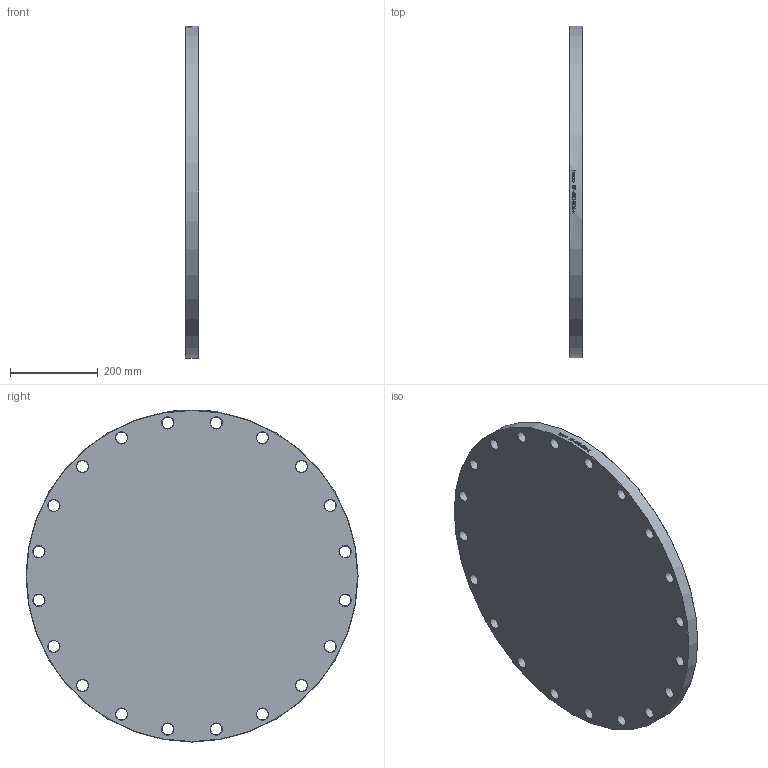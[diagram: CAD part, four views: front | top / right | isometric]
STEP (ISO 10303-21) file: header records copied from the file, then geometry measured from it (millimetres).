
FILE_DESCRIPTION (( 'STEP AP214' ), '1' );
FILE_NAME ('BF-600-006-x Blindflansch PN6 DIN2527 EN1092 2103.STEP', '2021-03-04T09:08:53', ( '' ), ( '' ), 'SwSTEP 2.0', 'SolidWorks 2019', '' );
FILE_SCHEMA (( 'AUTOMOTIVE_DESIGN' ));
Length unit declared in the file: millimetre
Products named in the file (1): BF-600-006-x Blindflansch PN6 DIN2527 EN1092 2103
Bounding box: 30 x 755 x 755 mm (x, y, z)
Volume: 13112252.8 mm3; surface area: 989709.8 mm2
Topology: 1 solids, 1 shells, 91 faces, 328 edges, 265 vertices
Faces by surface type: cylinder 47, cone 42, plane 2
Full cylindrical faces by diameter (mm): 26 x20, 755 x1
Entity records: 7790 total; most frequent: CARTESIAN_POINT 5090, ORIENTED_EDGE 488, DIRECTION 423, EDGE_CURVE 244, VERTEX_POINT 244, EDGE_LOOP 220, AXIS2_PLACEMENT_3D 202, B_SPLINE_CURVE_WITH_KNOTS 115
